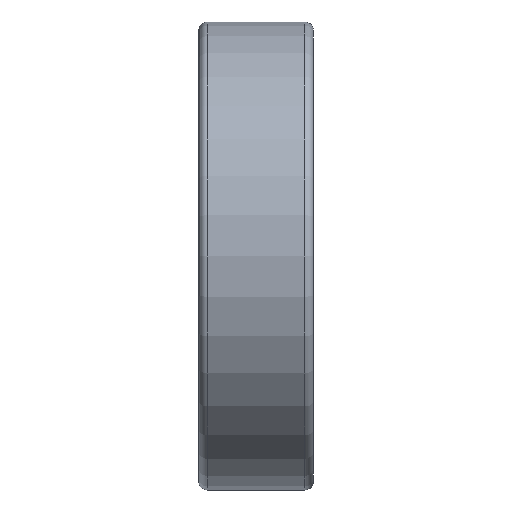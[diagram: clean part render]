
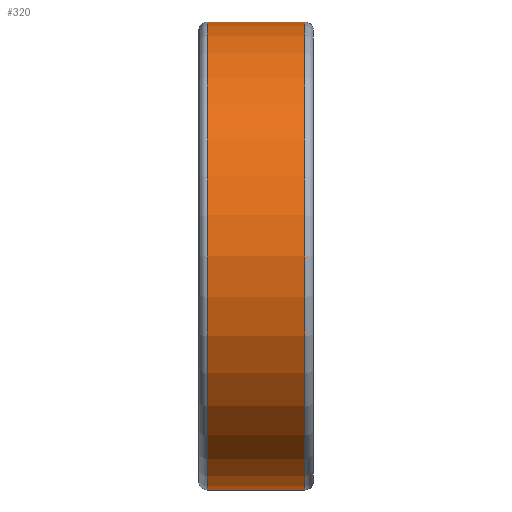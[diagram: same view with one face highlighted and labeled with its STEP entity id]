
A CAD part, front view. The second image highlights one B-rep face of the part: STEP entity #320.
In plain terms, the highlighted cylindrical face has radius 55 mm (diameter 110 mm), a full revolution.
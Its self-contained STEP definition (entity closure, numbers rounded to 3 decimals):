
#320 = ADVANCED_FACE( '', ( #352, #353 ), #354, .T. );
#352 = FACE_OUTER_BOUND( '', #405, .T. );
#353 = FACE_OUTER_BOUND( '', #406, .T. );
#354 = CYLINDRICAL_SURFACE( '', #407, 55. );
#405 = EDGE_LOOP( '', ( #469 ) );
#406 = EDGE_LOOP( '', ( #470 ) );
#407 = AXIS2_PLACEMENT_3D( '', #471, #472, #473 );
#469 = ORIENTED_EDGE( '', *, *, #532, .T. );
#470 = ORIENTED_EDGE( '', *, *, #531, .F. );
#471 = CARTESIAN_POINT( '', ( 27., 0., 0. ) );
#472 = DIRECTION( '', ( -1., 0., 0. ) );
#473 = DIRECTION( '', ( 0., 0., -1. ) );
#531 = EDGE_CURVE( '', #555, #555, #556, .T. );
#532 = EDGE_CURVE( '', #557, #557, #558, .T. );
#555 = VERTEX_POINT( '', #587 );
#556 = CIRCLE( '', #588, 55. );
#557 = VERTEX_POINT( '', #589 );
#558 = CIRCLE( '', #590, 55. );
#587 = CARTESIAN_POINT( '', ( 25., 0., -55. ) );
#588 = AXIS2_PLACEMENT_3D( '', #625, #626, #627 );
#589 = CARTESIAN_POINT( '', ( 2., 0., -55. ) );
#590 = AXIS2_PLACEMENT_3D( '', #628, #629, #630 );
#625 = CARTESIAN_POINT( '', ( 25., 0., 0. ) );
#626 = DIRECTION( '', ( 1., 0., 0. ) );
#627 = DIRECTION( '', ( 0., 0., -1. ) );
#628 = CARTESIAN_POINT( '', ( 2., 0., 0. ) );
#629 = DIRECTION( '', ( 1., 0., 0. ) );
#630 = DIRECTION( '', ( 0., 0., -1. ) );
